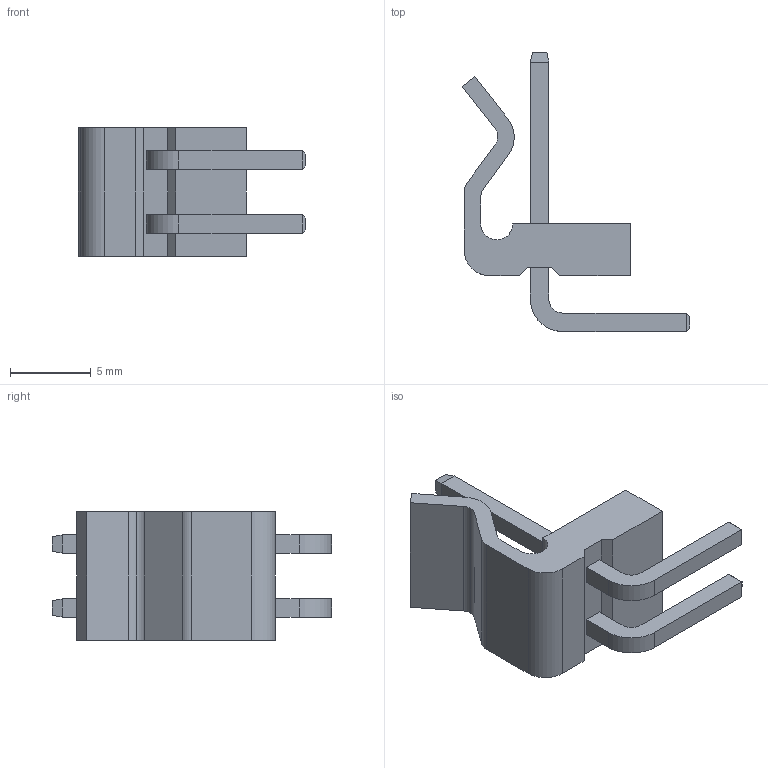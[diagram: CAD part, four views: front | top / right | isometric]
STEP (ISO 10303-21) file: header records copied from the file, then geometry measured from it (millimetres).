
FILE_DESCRIPTION (( 'STEP AP214' ), '1' );
FILE_NAME ('User Library-PWL-2R.STEP', '2021-03-31T09:29:30', ( '' ), ( '' ), 'SwSTEP 2.0', 'SolidWorks 2020', '' );
FILE_SCHEMA (( 'AUTOMOTIVE_DESIGN' ));
Length unit declared in the file: millimetre
Products named in the file (1): User Library-PWL-2R
Bounding box: 14.1 x 17.27 x 7.92 mm (x, y, z)
Volume: 375.8 mm3; surface area: 665.9 mm2
Topology: 1 solids, 1 shells, 68 faces, 170 edges, 108 vertices
Faces by surface type: plane 56, cylinder 12
Entity records: 2288 total; most frequent: CARTESIAN_POINT 347, ORIENTED_EDGE 340, DIRECTION 332, EDGE_CURVE 170, VECTOR 146, LINE 146, VERTEX_POINT 108, AXIS2_PLACEMENT_3D 93
